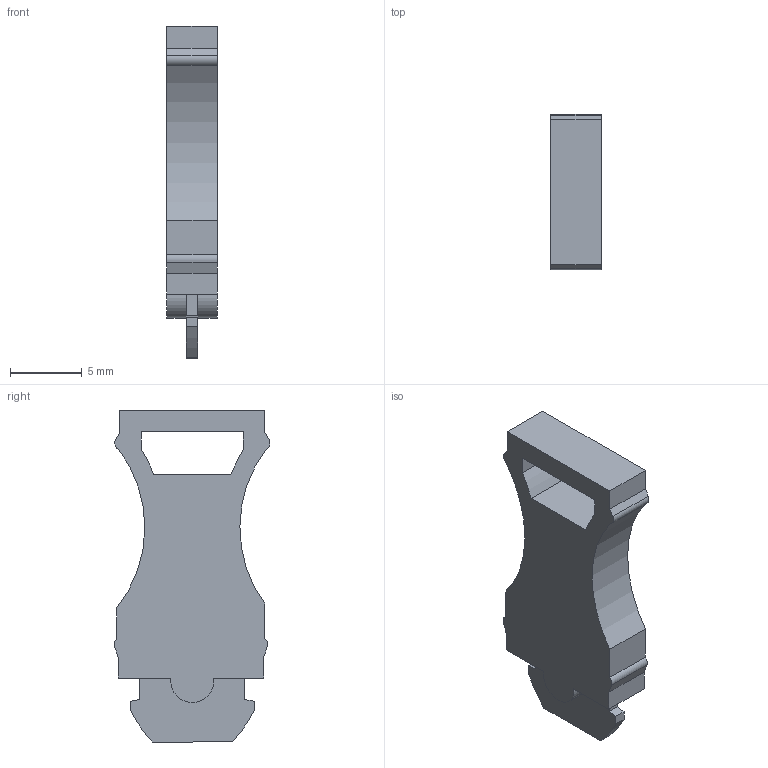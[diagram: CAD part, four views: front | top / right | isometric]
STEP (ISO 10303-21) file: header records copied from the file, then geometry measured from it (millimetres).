
FILE_DESCRIPTION(('Creo Elements/Direct Modeling STEP Export'),'2;1');
FILE_NAME('model.stp','2020-01-20T12:21:38',(''),(''),'Creo Elements/Direct Modeling STEP processor for AP214 (Solid Model)','Creo Elements/Direct Modeling 20.1A 29-Sep-2018 (C) Parametric Technology GmbH','');
FILE_SCHEMA(('AUTOMOTIVE_DESIGN { 1 0 10303 214 1 1 1 1 }'));
Length unit declared in the file: millimetre
Products named in the file (2): p_di_select
Assembly tree (1 placements, depth 2):
  p_di_select
    p_di_select
Bounding box: 3.5 x 10.85 x 23.1 mm (x, y, z)
Volume: 544.9 mm3; surface area: 644.6 mm2
Topology: 1 solids, 1 shells, 40 faces, 114 edges, 76 vertices
Faces by surface type: plane 28, cylinder 12
Entity records: 1658 total; most frequent: CARTESIAN_POINT 229, ORIENTED_EDGE 228, DIRECTION 218, EDGE_CURVE 114, VECTOR 88, LINE 88, VERTEX_POINT 76, AXIS2_PLACEMENT_3D 65
